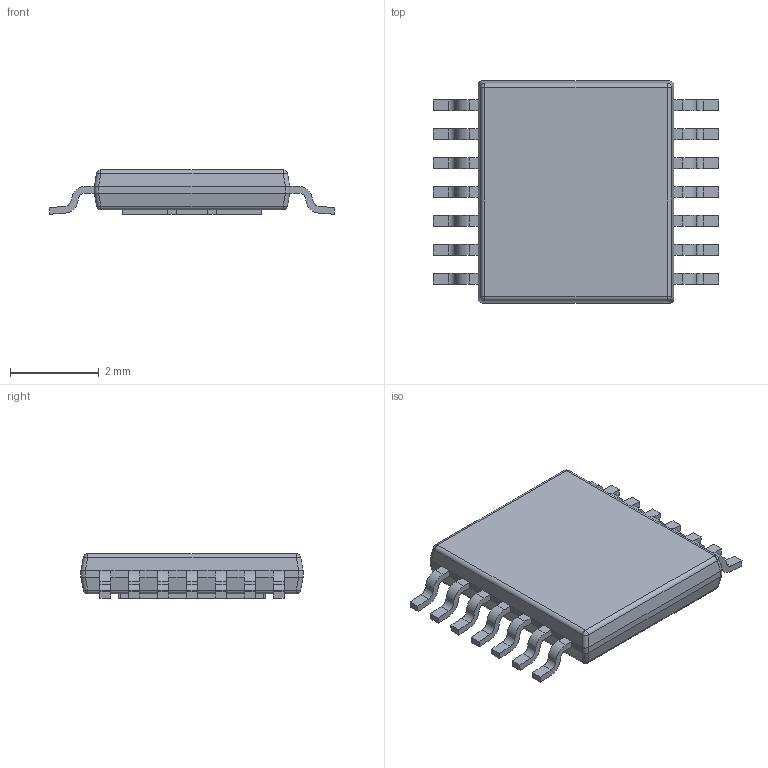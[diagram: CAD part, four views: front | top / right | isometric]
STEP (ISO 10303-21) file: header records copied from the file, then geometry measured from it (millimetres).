
FILE_DESCRIPTION (( 'STEP AP214' ), '1' );
FILE_NAME ('HTSSOP14-TPS55340.STEP', '2020-08-24T20:48:21', ( '' ), ( '' ), 'SwSTEP 2.0', 'SolidWorks 2019', '' );
FILE_SCHEMA (( 'AUTOMOTIVE_DESIGN' ));
Length unit declared in the file: inch
Products named in the file (1): HTSSOP14-TPS55340
Bounding box: 6.42 x 5 x 1 mm (x, y, z)
Volume: 20.9 mm3; surface area: 96.7 mm2
Topology: 2 solids, 2 shells, 281 faces, 764 edges, 480 vertices
Faces by surface type: plane 197, cylinder 76, bspline 8
Entity records: 12212 total; most frequent: CARTESIAN_POINT 1758, ORIENTED_EDGE 1512, DIRECTION 1424, EDGE_CURVE 756, VECTOR 588, LINE 588, VERTEX_POINT 480, AXIS2_PLACEMENT_3D 418
